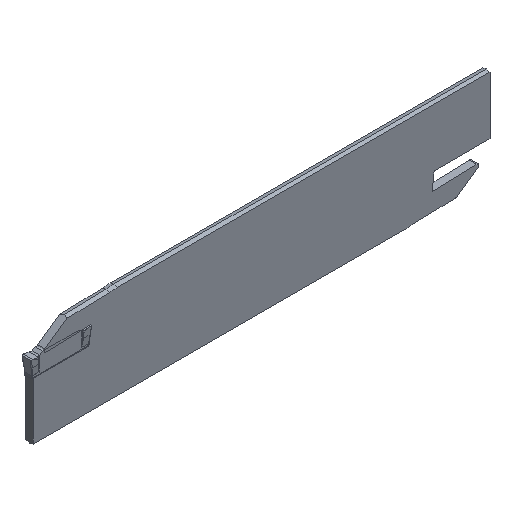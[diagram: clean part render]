
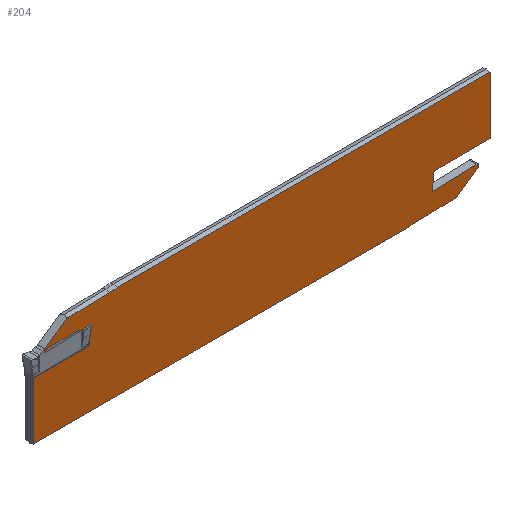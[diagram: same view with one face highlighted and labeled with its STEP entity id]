
A CAD part, isometric view. The second image highlights one B-rep face of the part: STEP entity #204.
In plain terms, the highlighted planar face has unit normal (0, -1, 0).
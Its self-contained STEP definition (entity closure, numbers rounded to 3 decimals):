
#204=ADVANCED_FACE('',(#340),#260,.T.);
#260=PLANE('',#1765);
#340=FACE_OUTER_BOUND('',#426,.T.);
#426=EDGE_LOOP('',(#818,#819,#820,#821,#822,#823,#824,#825,#826,#827,#828,
#829,#830,#831,#832,#833,#834,#835));
#476=CIRCLE('',#1761,24.672);
#477=CIRCLE('',#1762,0.6);
#478=CIRCLE('',#1763,24.672);
#479=CIRCLE('',#1764,0.6);
#818=ORIENTED_EDGE('',*,*,#1272,.T.);
#819=ORIENTED_EDGE('',*,*,#1273,.T.);
#820=ORIENTED_EDGE('',*,*,#1274,.T.);
#821=ORIENTED_EDGE('',*,*,#1275,.T.);
#822=ORIENTED_EDGE('',*,*,#1276,.T.);
#823=ORIENTED_EDGE('',*,*,#1277,.F.);
#824=ORIENTED_EDGE('',*,*,#1278,.T.);
#825=ORIENTED_EDGE('',*,*,#1279,.T.);
#826=ORIENTED_EDGE('',*,*,#1280,.T.);
#827=ORIENTED_EDGE('',*,*,#1281,.T.);
#828=ORIENTED_EDGE('',*,*,#1282,.T.);
#829=ORIENTED_EDGE('',*,*,#1283,.T.);
#830=ORIENTED_EDGE('',*,*,#1284,.F.);
#831=ORIENTED_EDGE('',*,*,#1285,.F.);
#832=ORIENTED_EDGE('',*,*,#1286,.F.);
#833=ORIENTED_EDGE('',*,*,#1287,.T.);
#834=ORIENTED_EDGE('',*,*,#1288,.T.);
#835=ORIENTED_EDGE('',*,*,#1289,.T.);
#1062=VERTEX_POINT('',#2747);
#1063=VERTEX_POINT('',#2748);
#1064=VERTEX_POINT('',#2750);
#1065=VERTEX_POINT('',#2752);
#1066=VERTEX_POINT('',#2754);
#1067=VERTEX_POINT('',#2756);
#1068=VERTEX_POINT('',#2758);
#1069=VERTEX_POINT('',#2760);
#1070=VERTEX_POINT('',#2762);
#1071=VERTEX_POINT('',#2764);
#1072=VERTEX_POINT('',#2766);
#1073=VERTEX_POINT('',#2768);
#1074=VERTEX_POINT('',#2770);
#1075=VERTEX_POINT('',#2772);
#1076=VERTEX_POINT('',#2774);
#1077=VERTEX_POINT('',#2776);
#1078=VERTEX_POINT('',#2778);
#1079=VERTEX_POINT('',#2780);
#1272=EDGE_CURVE('',#1062,#1063,#1434,.T.);
#1273=EDGE_CURVE('',#1063,#1064,#1435,.T.);
#1274=EDGE_CURVE('',#1064,#1065,#1436,.T.);
#1275=EDGE_CURVE('',#1065,#1066,#1437,.T.);
#1276=EDGE_CURVE('',#1066,#1067,#1438,.T.);
#1277=EDGE_CURVE('',#1068,#1067,#476,.T.);
#1278=EDGE_CURVE('',#1068,#1069,#1439,.T.);
#1279=EDGE_CURVE('',#1069,#1070,#1440,.T.);
#1280=EDGE_CURVE('',#1070,#1071,#477,.T.);
#1281=EDGE_CURVE('',#1071,#1072,#1441,.T.);
#1282=EDGE_CURVE('',#1072,#1073,#1442,.T.);
#1283=EDGE_CURVE('',#1073,#1074,#1443,.T.);
#1284=EDGE_CURVE('',#1075,#1074,#1444,.T.);
#1285=EDGE_CURVE('',#1076,#1075,#1445,.T.);
#1286=EDGE_CURVE('',#1077,#1076,#478,.T.);
#1287=EDGE_CURVE('',#1077,#1078,#1446,.T.);
#1288=EDGE_CURVE('',#1078,#1079,#1447,.T.);
#1289=EDGE_CURVE('',#1079,#1062,#479,.T.);
#1434=LINE('',#2746,#1586);
#1435=LINE('',#2749,#1587);
#1436=LINE('',#2751,#1588);
#1437=LINE('',#2753,#1589);
#1438=LINE('',#2755,#1590);
#1439=LINE('',#2759,#1591);
#1440=LINE('',#2761,#1592);
#1441=LINE('',#2765,#1593);
#1442=LINE('',#2767,#1594);
#1443=LINE('',#2769,#1595);
#1444=LINE('',#2771,#1596);
#1445=LINE('',#2773,#1597);
#1446=LINE('',#2777,#1598);
#1447=LINE('',#2779,#1599);
#1586=VECTOR('',#2121,1.);
#1587=VECTOR('',#2122,1.);
#1588=VECTOR('',#2123,1.);
#1589=VECTOR('',#2124,1.);
#1590=VECTOR('',#2125,1.);
#1591=VECTOR('',#2128,1.);
#1592=VECTOR('',#2129,1.);
#1593=VECTOR('',#2132,1.);
#1594=VECTOR('',#2133,1.);
#1595=VECTOR('',#2134,1.);
#1596=VECTOR('',#2135,1.);
#1597=VECTOR('',#2136,1.);
#1598=VECTOR('',#2139,1.);
#1599=VECTOR('',#2140,1.);
#1761=AXIS2_PLACEMENT_3D('',#2757,#2126,#2127);
#1762=AXIS2_PLACEMENT_3D('',#2763,#2130,#2131);
#1763=AXIS2_PLACEMENT_3D('',#2775,#2137,#2138);
#1764=AXIS2_PLACEMENT_3D('',#2781,#2141,#2142);
#1765=AXIS2_PLACEMENT_3D('',#2782,#2143,#2144);
#2121=DIRECTION('',(-1.,0.,-0.026));
#2122=DIRECTION('',(0.122,0.,0.993));
#2123=DIRECTION('',(1.,0.,0.));
#2124=DIRECTION('',(0.,0.,1.));
#2125=DIRECTION('',(-1.,0.,0.));
#2126=DIRECTION('',(0.,-1.,0.));
#2127=DIRECTION('',(0.,0.,-1.));
#2128=DIRECTION('',(-1.,0.,-0.026));
#2129=DIRECTION('',(-0.819,0.,-0.574));
#2130=DIRECTION('',(0.,-1.,0.));
#2131=DIRECTION('',(1.,0.,0.));
#2132=DIRECTION('',(1.,0.,0.026));
#2133=DIRECTION('',(-0.122,0.,-0.993));
#2134=DIRECTION('',(-1.,0.,0.));
#2135=DIRECTION('',(0.,0.,1.));
#2136=DIRECTION('',(-1.,0.,0.));
#2137=DIRECTION('',(0.,-1.,0.));
#2138=DIRECTION('',(0.,0.,1.));
#2139=DIRECTION('',(1.,0.,0.026));
#2140=DIRECTION('',(0.819,0.,0.574));
#2141=DIRECTION('',(0.,-1.,0.));
#2142=DIRECTION('',(-1.,0.,0.));
#2143=DIRECTION('',(0.,-1.,0.));
#2144=DIRECTION('',(0.,0.,-1.));
#2746=CARTESIAN_POINT('',(135.518,0.,-17.944));
#2747=CARTESIAN_POINT('',(145.733,0.,-17.677));
#2748=CARTESIAN_POINT('',(130.992,0.,-18.063));
#2749=CARTESIAN_POINT('',(131.487,0.,-14.031));
#2750=CARTESIAN_POINT('',(131.669,0.,-12.55));
#2751=CARTESIAN_POINT('',(150.4,0.,-12.55));
#2752=CARTESIAN_POINT('',(150.,0.,-12.55));
#2753=CARTESIAN_POINT('',(150.,0.,-24.357));
#2754=CARTESIAN_POINT('',(150.,0.,6.357));
#2755=CARTESIAN_POINT('',(150.,0.,6.357));
#2756=CARTESIAN_POINT('',(27.738,0.,6.357));
#2757=CARTESIAN_POINT('',(24.477,0.,30.813));
#2758=CARTESIAN_POINT('',(25.132,0.,6.149));
#2759=CARTESIAN_POINT('',(25.132,0.,6.149));
#2760=CARTESIAN_POINT('',(11.066,0.,5.781));
#2761=CARTESIAN_POINT('',(3.908,0.,0.768));
#2762=CARTESIAN_POINT('',(3.908,0.,0.768));
#2763=CARTESIAN_POINT('',(4.252,0.,0.277));
#2764=CARTESIAN_POINT('',(4.267,0.,-0.323));
#2765=CARTESIAN_POINT('',(14.482,0.,-0.056));
#2766=CARTESIAN_POINT('',(19.008,0.,0.063));
#2767=CARTESIAN_POINT('',(18.513,0.,-3.969));
#2768=CARTESIAN_POINT('',(18.331,0.,-5.45));
#2769=CARTESIAN_POINT('',(-0.4,0.,-5.45));
#2770=CARTESIAN_POINT('',(0.,0.,-5.45));
#2771=CARTESIAN_POINT('',(0.,0.,-24.357));
#2772=CARTESIAN_POINT('',(0.,0.,-24.357));
#2773=CARTESIAN_POINT('',(150.,0.,-24.357));
#2774=CARTESIAN_POINT('',(122.262,0.,-24.357));
#2775=CARTESIAN_POINT('',(125.523,0.,-48.813));
#2776=CARTESIAN_POINT('',(124.868,0.,-24.149));
#2777=CARTESIAN_POINT('',(124.868,0.,-24.149));
#2778=CARTESIAN_POINT('',(138.934,0.,-23.781));
#2779=CARTESIAN_POINT('',(146.092,0.,-18.768));
#2780=CARTESIAN_POINT('',(146.092,0.,-18.768));
#2781=CARTESIAN_POINT('',(145.748,0.,-18.277));
#2782=CARTESIAN_POINT('',(150.,0.,-24.357));
